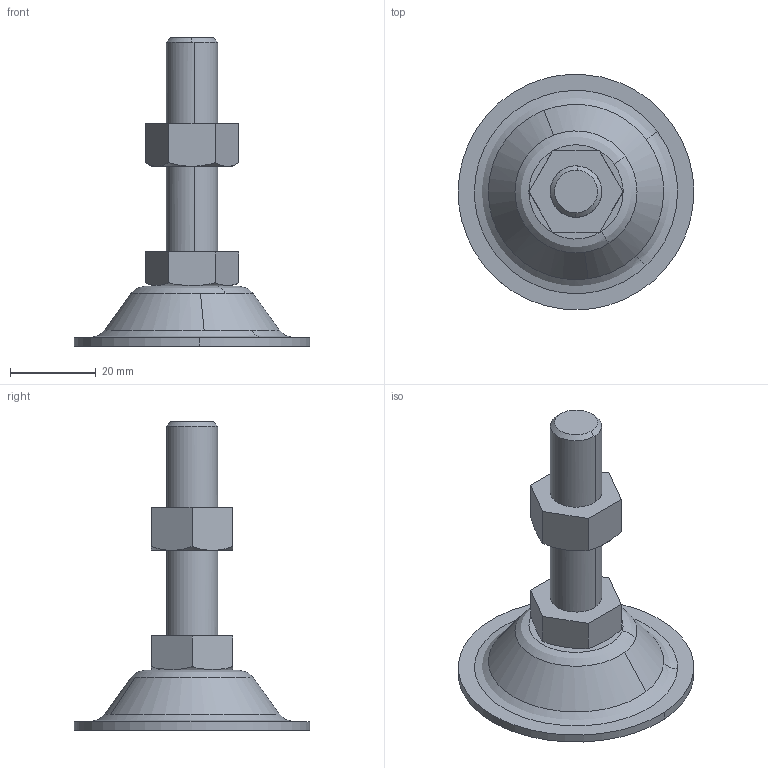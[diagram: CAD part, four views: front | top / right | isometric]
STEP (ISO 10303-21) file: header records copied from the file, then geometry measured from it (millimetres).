
FILE_DESCRIPTION((''),'2;1');
FILE_NAME('','2005-12-14T17:12:07',(''),(''),'','CADfix','');
FILE_SCHEMA(('AUTOMOTIVE_DESIGN'));
Length unit declared in the file: millimetre
Products named in the file (4): nut; foot; bolt; TM_257_1_9443_36
Assembly tree (4 placements, depth 2):
  TM_257_1_9443_36
    nut  x2
    foot
    bolt
Bounding box: 55 x 54.92 x 72 mm (x, y, z)
Volume: 19165.1 mm3; surface area: 12465.6 mm2
Topology: 4 solids, 4 shells, 91 faces, 266 edges, 188 vertices
Faces by surface type: bspline 91
Entity records: 3001 total; most frequent: CARTESIAN_POINT 1650, ORIENTED_EDGE 452, EDGE_CURVE 226, VERTEX_POINT 162, QUASI_UNIFORM_CURVE 92, EDGE_LOOP 84, FACE_OUTER_BOUND 75, ADVANCED_FACE 75
